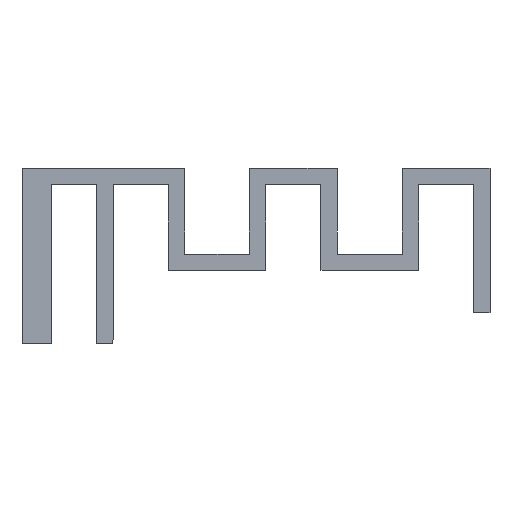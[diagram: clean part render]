
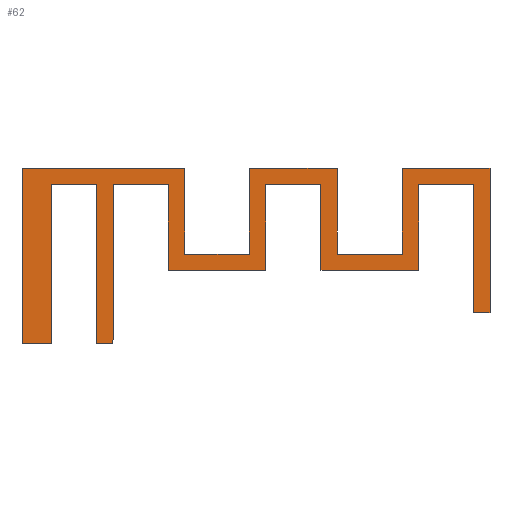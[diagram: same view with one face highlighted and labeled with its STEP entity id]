
A CAD part, top view. The second image highlights one B-rep face of the part: STEP entity #62.
In plain terms, the highlighted planar face has unit normal (0, 0, 1).
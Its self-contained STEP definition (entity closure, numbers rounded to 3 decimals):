
#62=ADVANCED_FACE('',(#122),#92,.T.);
#92=PLANE('',#659);
#122=FACE_OUTER_BOUND('',#152,.T.);
#152=EDGE_LOOP('',(#266,#267,#268,#269,#270,#271,#272,#273,#274,#275,#276,
#277,#278,#279,#280,#281,#282,#283,#284,#285,#286,#287,#288,#289,#290,#291,
#292,#293));
#266=ORIENTED_EDGE('',*,*,#380,.T.);
#267=ORIENTED_EDGE('',*,*,#384,.T.);
#268=ORIENTED_EDGE('',*,*,#387,.T.);
#269=ORIENTED_EDGE('',*,*,#390,.T.);
#270=ORIENTED_EDGE('',*,*,#393,.T.);
#271=ORIENTED_EDGE('',*,*,#396,.T.);
#272=ORIENTED_EDGE('',*,*,#399,.T.);
#273=ORIENTED_EDGE('',*,*,#402,.T.);
#274=ORIENTED_EDGE('',*,*,#405,.T.);
#275=ORIENTED_EDGE('',*,*,#408,.T.);
#276=ORIENTED_EDGE('',*,*,#411,.T.);
#277=ORIENTED_EDGE('',*,*,#414,.T.);
#278=ORIENTED_EDGE('',*,*,#417,.T.);
#279=ORIENTED_EDGE('',*,*,#420,.T.);
#280=ORIENTED_EDGE('',*,*,#423,.T.);
#281=ORIENTED_EDGE('',*,*,#426,.T.);
#282=ORIENTED_EDGE('',*,*,#429,.T.);
#283=ORIENTED_EDGE('',*,*,#432,.T.);
#284=ORIENTED_EDGE('',*,*,#435,.T.);
#285=ORIENTED_EDGE('',*,*,#438,.T.);
#286=ORIENTED_EDGE('',*,*,#441,.T.);
#287=ORIENTED_EDGE('',*,*,#444,.T.);
#288=ORIENTED_EDGE('',*,*,#447,.T.);
#289=ORIENTED_EDGE('',*,*,#450,.T.);
#290=ORIENTED_EDGE('',*,*,#453,.T.);
#291=ORIENTED_EDGE('',*,*,#456,.T.);
#292=ORIENTED_EDGE('',*,*,#459,.T.);
#293=ORIENTED_EDGE('',*,*,#461,.T.);
#324=VERTEX_POINT('',#812);
#325=VERTEX_POINT('',#814);
#327=VERTEX_POINT('',#820);
#329=VERTEX_POINT('',#826);
#331=VERTEX_POINT('',#832);
#333=VERTEX_POINT('',#838);
#335=VERTEX_POINT('',#844);
#337=VERTEX_POINT('',#850);
#339=VERTEX_POINT('',#856);
#341=VERTEX_POINT('',#862);
#343=VERTEX_POINT('',#868);
#345=VERTEX_POINT('',#874);
#347=VERTEX_POINT('',#880);
#349=VERTEX_POINT('',#886);
#351=VERTEX_POINT('',#892);
#353=VERTEX_POINT('',#898);
#355=VERTEX_POINT('',#904);
#357=VERTEX_POINT('',#910);
#359=VERTEX_POINT('',#916);
#361=VERTEX_POINT('',#922);
#363=VERTEX_POINT('',#928);
#365=VERTEX_POINT('',#934);
#367=VERTEX_POINT('',#940);
#369=VERTEX_POINT('',#946);
#371=VERTEX_POINT('',#952);
#373=VERTEX_POINT('',#958);
#375=VERTEX_POINT('',#964);
#377=VERTEX_POINT('',#970);
#380=EDGE_CURVE('',#325,#324,#464,.T.);
#384=EDGE_CURVE('',#324,#327,#468,.T.);
#387=EDGE_CURVE('',#327,#329,#471,.T.);
#390=EDGE_CURVE('',#329,#331,#474,.T.);
#393=EDGE_CURVE('',#331,#333,#477,.T.);
#396=EDGE_CURVE('',#333,#335,#480,.T.);
#399=EDGE_CURVE('',#335,#337,#483,.T.);
#402=EDGE_CURVE('',#337,#339,#486,.T.);
#405=EDGE_CURVE('',#339,#341,#489,.T.);
#408=EDGE_CURVE('',#341,#343,#492,.T.);
#411=EDGE_CURVE('',#343,#345,#495,.T.);
#414=EDGE_CURVE('',#345,#347,#498,.T.);
#417=EDGE_CURVE('',#347,#349,#501,.T.);
#420=EDGE_CURVE('',#349,#351,#504,.T.);
#423=EDGE_CURVE('',#351,#353,#507,.T.);
#426=EDGE_CURVE('',#353,#355,#510,.T.);
#429=EDGE_CURVE('',#355,#357,#513,.T.);
#432=EDGE_CURVE('',#357,#359,#516,.T.);
#435=EDGE_CURVE('',#359,#361,#519,.T.);
#438=EDGE_CURVE('',#361,#363,#522,.T.);
#441=EDGE_CURVE('',#363,#365,#525,.T.);
#444=EDGE_CURVE('',#365,#367,#528,.T.);
#447=EDGE_CURVE('',#367,#369,#531,.T.);
#450=EDGE_CURVE('',#369,#371,#534,.T.);
#453=EDGE_CURVE('',#371,#373,#537,.T.);
#456=EDGE_CURVE('',#373,#375,#540,.T.);
#459=EDGE_CURVE('',#375,#377,#543,.T.);
#461=EDGE_CURVE('',#377,#325,#545,.T.);
#464=LINE('',#813,#548);
#468=LINE('',#821,#552);
#471=LINE('',#827,#555);
#474=LINE('',#833,#558);
#477=LINE('',#839,#561);
#480=LINE('',#845,#564);
#483=LINE('',#851,#567);
#486=LINE('',#857,#570);
#489=LINE('',#863,#573);
#492=LINE('',#869,#576);
#495=LINE('',#875,#579);
#498=LINE('',#881,#582);
#501=LINE('',#887,#585);
#504=LINE('',#893,#588);
#507=LINE('',#899,#591);
#510=LINE('',#905,#594);
#513=LINE('',#911,#597);
#516=LINE('',#917,#600);
#519=LINE('',#923,#603);
#522=LINE('',#929,#606);
#525=LINE('',#935,#609);
#528=LINE('',#941,#612);
#531=LINE('',#947,#615);
#534=LINE('',#953,#618);
#537=LINE('',#959,#621);
#540=LINE('',#965,#624);
#543=LINE('',#971,#627);
#545=LINE('',#974,#629);
#548=VECTOR('',#665,1.);
#552=VECTOR('',#671,1.);
#555=VECTOR('',#676,1.);
#558=VECTOR('',#681,1.);
#561=VECTOR('',#686,1.);
#564=VECTOR('',#691,1.);
#567=VECTOR('',#696,1.);
#570=VECTOR('',#701,1.);
#573=VECTOR('',#706,1.);
#576=VECTOR('',#711,1.);
#579=VECTOR('',#716,1.);
#582=VECTOR('',#721,1.);
#585=VECTOR('',#726,1.);
#588=VECTOR('',#731,1.);
#591=VECTOR('',#736,1.);
#594=VECTOR('',#741,1.);
#597=VECTOR('',#746,1.);
#600=VECTOR('',#751,1.);
#603=VECTOR('',#756,1.);
#606=VECTOR('',#761,1.);
#609=VECTOR('',#766,1.);
#612=VECTOR('',#771,1.);
#615=VECTOR('',#776,1.);
#618=VECTOR('',#781,1.);
#621=VECTOR('',#786,1.);
#624=VECTOR('',#791,1.);
#627=VECTOR('',#796,1.);
#629=VECTOR('',#800,1.);
#659=AXIS2_PLACEMENT_3D('',#976,#803,#804);
#665=DIRECTION('',(0.,-1.,0.));
#671=DIRECTION('',(1.,0.,0.));
#676=DIRECTION('',(0.,1.,0.));
#681=DIRECTION('',(1.,0.,0.));
#686=DIRECTION('',(0.,-1.,0.));
#691=DIRECTION('',(1.,0.,0.));
#696=DIRECTION('',(0.,1.,0.));
#701=DIRECTION('',(1.,0.,0.));
#706=DIRECTION('',(0.,-1.,0.));
#711=DIRECTION('',(1.,0.,0.));
#716=DIRECTION('',(0.,1.,0.));
#721=DIRECTION('',(1.,0.,0.));
#726=DIRECTION('',(0.,-1.,0.));
#731=DIRECTION('',(1.,0.,0.));
#736=DIRECTION('',(0.,1.,0.));
#741=DIRECTION('',(1.,0.,0.));
#746=DIRECTION('',(0.,-1.,0.));
#751=DIRECTION('',(1.,0.,0.));
#756=DIRECTION('',(0.,1.,0.));
#761=DIRECTION('',(-1.,0.,0.));
#766=DIRECTION('',(0.,-1.,0.));
#771=DIRECTION('',(-1.,0.,0.));
#776=DIRECTION('',(0.,1.,0.));
#781=DIRECTION('',(-1.,0.,0.));
#786=DIRECTION('',(0.,-1.,0.));
#791=DIRECTION('',(-1.,0.,0.));
#796=DIRECTION('',(0.,1.,0.));
#800=DIRECTION('',(-1.,0.,0.));
#803=DIRECTION('',(0.,0.,1.));
#804=DIRECTION('',(1.,0.,0.));
#812=CARTESIAN_POINT('',(0.,0.,0.1));
#813=CARTESIAN_POINT('',(0.,5.39,0.1));
#814=CARTESIAN_POINT('',(0.,5.39,0.1));
#820=CARTESIAN_POINT('',(0.9,0.,0.1));
#821=CARTESIAN_POINT('',(0.,0.,0.1));
#826=CARTESIAN_POINT('',(0.9,4.89,0.1));
#827=CARTESIAN_POINT('',(0.9,0.,0.1));
#832=CARTESIAN_POINT('',(2.3,4.89,0.1));
#833=CARTESIAN_POINT('',(0.9,4.89,0.1));
#838=CARTESIAN_POINT('',(2.3,0.,0.1));
#839=CARTESIAN_POINT('',(2.3,4.89,0.1));
#844=CARTESIAN_POINT('',(2.8,0.,0.1));
#845=CARTESIAN_POINT('',(2.3,0.,0.1));
#850=CARTESIAN_POINT('',(2.8,4.89,0.1));
#851=CARTESIAN_POINT('',(2.8,0.,0.1));
#856=CARTESIAN_POINT('',(4.5,4.89,0.1));
#857=CARTESIAN_POINT('',(2.8,4.89,0.1));
#862=CARTESIAN_POINT('',(4.5,2.25,0.1));
#863=CARTESIAN_POINT('',(4.5,4.89,0.1));
#868=CARTESIAN_POINT('',(7.5,2.25,0.1));
#869=CARTESIAN_POINT('',(4.5,2.25,0.1));
#874=CARTESIAN_POINT('',(7.5,4.89,0.1));
#875=CARTESIAN_POINT('',(7.5,2.25,0.1));
#880=CARTESIAN_POINT('',(9.2,4.89,0.1));
#881=CARTESIAN_POINT('',(7.5,4.89,0.1));
#886=CARTESIAN_POINT('',(9.2,2.25,0.1));
#887=CARTESIAN_POINT('',(9.2,4.89,0.1));
#892=CARTESIAN_POINT('',(12.2,2.25,0.1));
#893=CARTESIAN_POINT('',(9.2,2.25,0.1));
#898=CARTESIAN_POINT('',(12.2,4.89,0.1));
#899=CARTESIAN_POINT('',(12.2,2.25,0.1));
#904=CARTESIAN_POINT('',(13.9,4.89,0.1));
#905=CARTESIAN_POINT('',(12.2,4.89,0.1));
#910=CARTESIAN_POINT('',(13.9,0.95,0.1));
#911=CARTESIAN_POINT('',(13.9,4.89,0.1));
#916=CARTESIAN_POINT('',(14.4,0.95,0.1));
#917=CARTESIAN_POINT('',(13.9,0.95,0.1));
#922=CARTESIAN_POINT('',(14.4,5.39,0.1));
#923=CARTESIAN_POINT('',(14.4,0.95,0.1));
#928=CARTESIAN_POINT('',(11.7,5.39,0.1));
#929=CARTESIAN_POINT('',(14.4,5.39,0.1));
#934=CARTESIAN_POINT('',(11.7,2.75,0.1));
#935=CARTESIAN_POINT('',(11.7,5.39,0.1));
#940=CARTESIAN_POINT('',(9.7,2.75,0.1));
#941=CARTESIAN_POINT('',(11.7,2.75,0.1));
#946=CARTESIAN_POINT('',(9.7,5.39,0.1));
#947=CARTESIAN_POINT('',(9.7,2.75,0.1));
#952=CARTESIAN_POINT('',(7.,5.39,0.1));
#953=CARTESIAN_POINT('',(9.7,5.39,0.1));
#958=CARTESIAN_POINT('',(7.,2.75,0.1));
#959=CARTESIAN_POINT('',(7.,5.39,0.1));
#964=CARTESIAN_POINT('',(5.,2.75,0.1));
#965=CARTESIAN_POINT('',(7.,2.75,0.1));
#970=CARTESIAN_POINT('',(5.,5.39,0.1));
#971=CARTESIAN_POINT('',(5.,2.75,0.1));
#974=CARTESIAN_POINT('',(5.,5.39,0.1));
#976=CARTESIAN_POINT('',(0.,0.,0.1));
